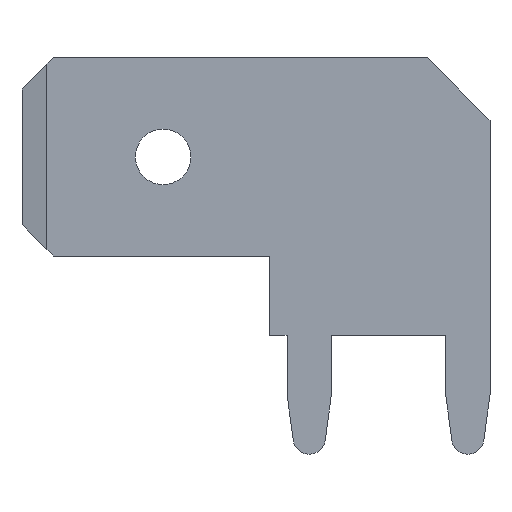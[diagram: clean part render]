
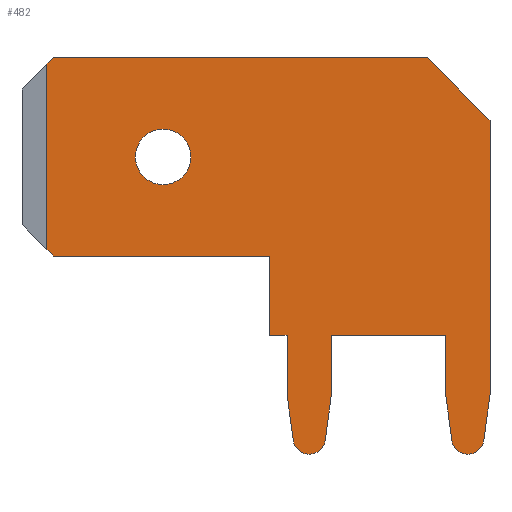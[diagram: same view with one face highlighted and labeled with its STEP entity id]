
A CAD part, front view. The second image highlights one B-rep face of the part: STEP entity #482.
In plain terms, the highlighted planar face has unit normal (0, -1, 0).
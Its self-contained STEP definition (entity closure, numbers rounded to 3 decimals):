
#25=CIRCLE('',#507,0.516);
#27=CIRCLE('',#513,0.516);
#29=CIRCLE('',#523,0.89);
#99=ORIENTED_EDGE('',*,*,#206,.T.);
#100=ORIENTED_EDGE('',*,*,#213,.T.);
#101=ORIENTED_EDGE('',*,*,#215,.F.);
#102=ORIENTED_EDGE('',*,*,#216,.T.);
#103=ORIENTED_EDGE('',*,*,#191,.T.);
#104=ORIENTED_EDGE('',*,*,#203,.T.);
#105=ORIENTED_EDGE('',*,*,#187,.F.);
#106=ORIENTED_EDGE('',*,*,#184,.F.);
#107=ORIENTED_EDGE('',*,*,#181,.F.);
#108=ORIENTED_EDGE('',*,*,#178,.F.);
#109=ORIENTED_EDGE('',*,*,#208,.F.);
#110=ORIENTED_EDGE('',*,*,#194,.T.);
#111=ORIENTED_EDGE('',*,*,#174,.F.);
#112=ORIENTED_EDGE('',*,*,#171,.F.);
#113=ORIENTED_EDGE('',*,*,#168,.F.);
#114=ORIENTED_EDGE('',*,*,#165,.F.);
#115=ORIENTED_EDGE('',*,*,#198,.T.);
#116=ORIENTED_EDGE('',*,*,#209,.F.);
#117=ORIENTED_EDGE('',*,*,#201,.T.);
#118=ORIENTED_EDGE('',*,*,#217,.F.);
#165=EDGE_CURVE('',#230,#231,#274,.T.);
#168=EDGE_CURVE('',#231,#233,#25,.T.);
#171=EDGE_CURVE('',#233,#235,#278,.T.);
#174=EDGE_CURVE('',#235,#237,#281,.T.);
#178=EDGE_CURVE('',#240,#241,#285,.T.);
#181=EDGE_CURVE('',#241,#243,#27,.T.);
#184=EDGE_CURVE('',#243,#245,#289,.T.);
#187=EDGE_CURVE('',#245,#247,#292,.T.);
#191=EDGE_CURVE('',#251,#250,#296,.T.);
#194=EDGE_CURVE('',#253,#237,#299,.T.);
#198=EDGE_CURVE('',#230,#255,#303,.T.);
#201=EDGE_CURVE('',#259,#258,#306,.T.);
#203=EDGE_CURVE('',#250,#247,#308,.T.);
#206=EDGE_CURVE('',#261,#261,#29,.T.);
#208=EDGE_CURVE('',#253,#240,#311,.T.);
#209=EDGE_CURVE('',#259,#255,#312,.T.);
#213=EDGE_CURVE('',#265,#264,#316,.T.);
#215=EDGE_CURVE('',#266,#264,#318,.T.);
#216=EDGE_CURVE('',#266,#251,#319,.T.);
#217=EDGE_CURVE('',#265,#258,#320,.T.);
#230=VERTEX_POINT('',#664);
#231=VERTEX_POINT('',#666);
#233=VERTEX_POINT('',#672);
#235=VERTEX_POINT('',#678);
#237=VERTEX_POINT('',#684);
#240=VERTEX_POINT('',#691);
#241=VERTEX_POINT('',#693);
#243=VERTEX_POINT('',#699);
#245=VERTEX_POINT('',#705);
#247=VERTEX_POINT('',#711);
#250=VERTEX_POINT('',#718);
#251=VERTEX_POINT('',#720);
#253=VERTEX_POINT('',#726);
#255=VERTEX_POINT('',#732);
#258=VERTEX_POINT('',#739);
#259=VERTEX_POINT('',#741);
#261=VERTEX_POINT('',#750);
#264=VERTEX_POINT('',#762);
#265=VERTEX_POINT('',#764);
#266=VERTEX_POINT('',#768);
#274=LINE('',#665,#333);
#278=LINE('',#677,#337);
#281=LINE('',#683,#340);
#285=LINE('',#692,#344);
#289=LINE('',#704,#348);
#292=LINE('',#710,#351);
#296=LINE('',#719,#355);
#299=LINE('',#725,#358);
#303=LINE('',#733,#362);
#306=LINE('',#740,#365);
#308=LINE('',#744,#367);
#311=LINE('',#753,#370);
#312=LINE('',#755,#371);
#316=LINE('',#763,#375);
#318=LINE('',#767,#377);
#319=LINE('',#769,#378);
#320=LINE('',#770,#379);
#333=VECTOR('',#541,1000.);
#337=VECTOR('',#553,1000.);
#340=VECTOR('',#558,1000.);
#344=VECTOR('',#564,1000.);
#348=VECTOR('',#576,1000.);
#351=VECTOR('',#581,1000.);
#355=VECTOR('',#587,1000.);
#358=VECTOR('',#592,1000.);
#362=VECTOR('',#598,1000.);
#365=VECTOR('',#603,1000.);
#367=VECTOR('',#607,1000.);
#370=VECTOR('',#618,1000.);
#371=VECTOR('',#621,1000.);
#375=VECTOR('',#627,1000.);
#377=VECTOR('',#631,1000.);
#378=VECTOR('',#632,1000.);
#379=VECTOR('',#633,1000.);
#408=EDGE_LOOP('',(#99));
#409=EDGE_LOOP('',(#100,#101,#102,#103,#104,#105,#106,#107,#108,#109,#110,
#111,#112,#113,#114,#115,#116,#117,#118));
#435=FACE_BOUND('',#408,.T.);
#436=FACE_BOUND('',#409,.T.);
#458=PLANE('',#527);
#482=ADVANCED_FACE('',(#435,#436),#458,.T.);
#507=AXIS2_PLACEMENT_3D('',#671,#547,#548);
#513=AXIS2_PLACEMENT_3D('',#698,#570,#571);
#523=AXIS2_PLACEMENT_3D('',#749,#613,#614);
#527=AXIS2_PLACEMENT_3D('',#766,#629,#630);
#541=DIRECTION('',(-0.135,0.,-0.991));
#547=DIRECTION('',(0.,1.,0.));
#548=DIRECTION('',(1.,0.,0.));
#553=DIRECTION('',(-0.135,0.,0.991));
#558=DIRECTION('',(0.,0.,1.));
#564=DIRECTION('',(-0.135,0.,-0.991));
#570=DIRECTION('',(0.,1.,0.));
#571=DIRECTION('',(1.,0.,0.));
#576=DIRECTION('',(-0.135,0.,0.991));
#581=DIRECTION('',(0.,0.,1.));
#587=DIRECTION('',(0.,0.,-1.));
#592=DIRECTION('',(1.,0.,0.));
#598=DIRECTION('',(0.,0.,1.));
#603=DIRECTION('',(-1.,0.,0.));
#607=DIRECTION('',(1.,0.,0.));
#613=DIRECTION('',(0.,1.,0.));
#614=DIRECTION('',(1.,0.,0.));
#618=DIRECTION('',(0.,0.,-1.));
#621=DIRECTION('',(0.707,0.,-0.707));
#627=DIRECTION('',(0.,0.,-1.));
#629=DIRECTION('',(0.,-1.,0.));
#630=DIRECTION('',(0.,0.,-1.));
#631=DIRECTION('',(-0.707,0.,0.707));
#632=DIRECTION('',(1.,0.,0.));
#633=DIRECTION('',(0.707,0.,0.707));
#664=CARTESIAN_POINT('',(7.495,-0.405,-7.62));
#665=CARTESIAN_POINT('',(7.495,-0.405,-7.62));
#666=CARTESIAN_POINT('',(7.296,-0.405,-9.079));
#671=CARTESIAN_POINT('',(6.785,-0.405,-9.009));
#672=CARTESIAN_POINT('',(6.274,-0.405,-9.079));
#677=CARTESIAN_POINT('',(6.274,-0.405,-9.079));
#678=CARTESIAN_POINT('',(6.075,-0.405,-7.62));
#683=CARTESIAN_POINT('',(6.075,-0.405,-7.62));
#684=CARTESIAN_POINT('',(6.075,-0.405,-5.715));
#691=CARTESIAN_POINT('',(2.415,-0.405,-7.62));
#692=CARTESIAN_POINT('',(2.415,-0.405,-7.62));
#693=CARTESIAN_POINT('',(2.216,-0.405,-9.079));
#698=CARTESIAN_POINT('',(1.705,-0.405,-9.009));
#699=CARTESIAN_POINT('',(1.194,-0.405,-9.079));
#704=CARTESIAN_POINT('',(1.194,-0.405,-9.079));
#705=CARTESIAN_POINT('',(0.995,-0.405,-7.62));
#710=CARTESIAN_POINT('',(0.995,-0.405,-7.62));
#711=CARTESIAN_POINT('',(0.995,-0.405,-5.715));
#718=CARTESIAN_POINT('',(0.425,-0.405,-5.715));
#719=CARTESIAN_POINT('',(0.425,-0.405,-3.175));
#720=CARTESIAN_POINT('',(0.425,-0.405,-3.175));
#725=CARTESIAN_POINT('',(0.425,-0.405,-5.715));
#726=CARTESIAN_POINT('',(2.415,-0.405,-5.715));
#732=CARTESIAN_POINT('',(7.495,-0.405,1.175));
#733=CARTESIAN_POINT('',(7.495,-0.405,-5.715));
#739=CARTESIAN_POINT('',(-6.495,-0.405,3.175));
#740=CARTESIAN_POINT('',(7.495,-0.405,3.175));
#741=CARTESIAN_POINT('',(5.495,-0.405,3.175));
#744=CARTESIAN_POINT('',(0.425,-0.405,-5.715));
#749=CARTESIAN_POINT('',(-2.975,-0.405,0.));
#750=CARTESIAN_POINT('',(-2.085,-0.405,0.));
#753=CARTESIAN_POINT('',(2.415,-0.405,-5.715));
#755=CARTESIAN_POINT('',(2.175,-0.405,6.495));
#762=CARTESIAN_POINT('',(-6.695,-0.405,-2.975));
#763=CARTESIAN_POINT('',(-6.695,-0.405,19.663));
#764=CARTESIAN_POINT('',(-6.695,-0.405,2.975));
#766=CARTESIAN_POINT('',(-7.495,-0.405,-3.175));
#767=CARTESIAN_POINT('',(-6.995,-0.405,-2.675));
#768=CARTESIAN_POINT('',(-6.495,-0.405,-3.175));
#769=CARTESIAN_POINT('',(-7.495,-0.405,-3.175));
#770=CARTESIAN_POINT('',(-10.17,-0.405,-0.5));
